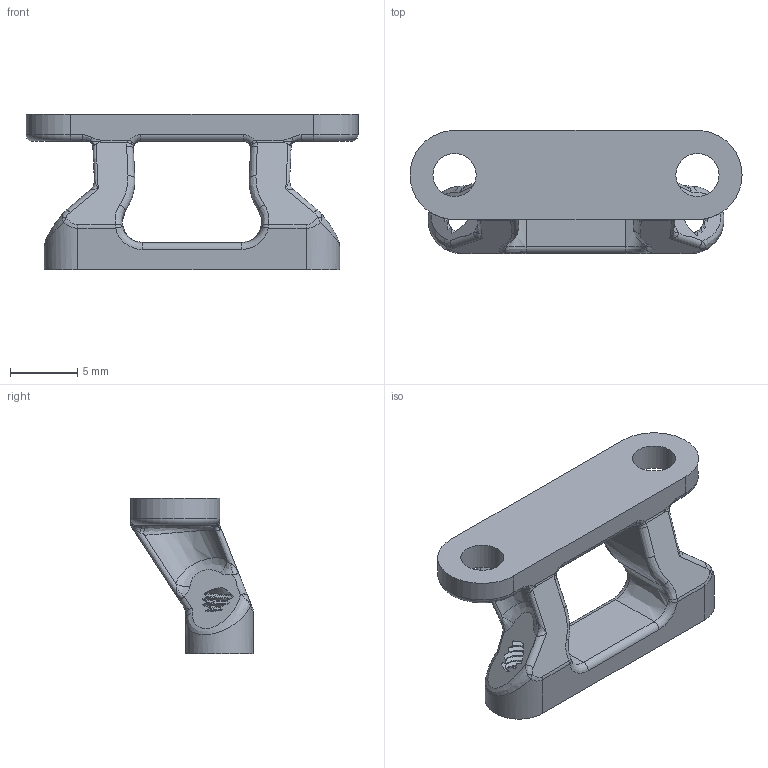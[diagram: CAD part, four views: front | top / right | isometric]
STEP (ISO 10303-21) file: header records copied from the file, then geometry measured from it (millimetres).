
FILE_DESCRIPTION(/* description */ (''),/* implementation_level */ '2;1');
FILE_NAME(/* name */ 'Microprobe Bracket for Terminator FIXED.step',/* time_stamp */ '2023-08-06T22:11:37+10:00',/* author */ (''),/* organization */ (''),/* preprocessor_version */ 'ST-DEVELOPER v20',/* originating_system */ 'Autodesk Translation Framework v12.9.0.99',/* authorisation */ '');
FILE_SCHEMA (('AUTOMOTIVE_DESIGN { 1 0 10303 214 3 1 1 }'));
Length unit declared in the file: millimetre
Products named in the file (1): Microprobe Bracket for Terminator
Bounding box: 24.6 x 9.1 x 11.5 mm (x, y, z)
Volume: 692.3 mm3; surface area: 1007.6 mm2
Topology: 1 solids, 1 shells, 205 faces, 557 edges, 344 vertices
Faces by surface type: bspline 104, cylinder 74, plane 16, torus 6, sphere 5
Full cylindrical faces by diameter (mm): 2 x8, 2.51 x9, 3.2 x2
Entity records: 16140 total; most frequent: CARTESIAN_POINT 11717, ORIENTED_EDGE 1098, DIRECTION 637, EDGE_CURVE 549, VERTEX_POINT 344, B_SPLINE_CURVE_WITH_KNOTS 285, AXIS2_PLACEMENT_3D 271, EDGE_LOOP 213
